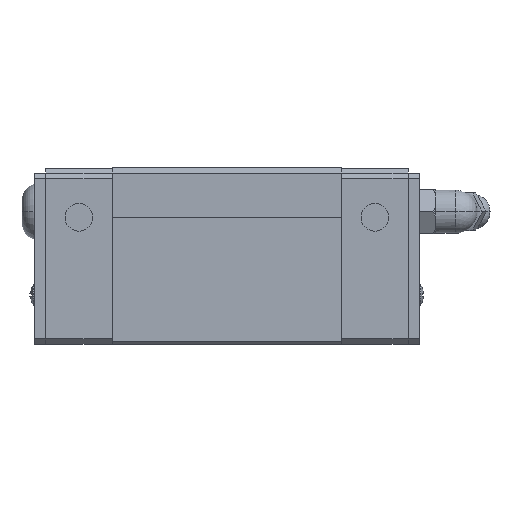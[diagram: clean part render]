
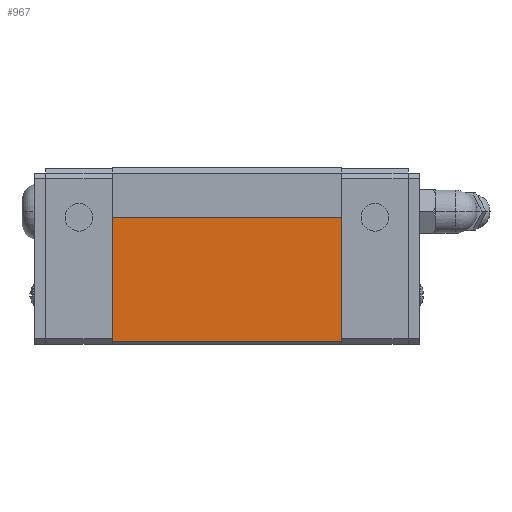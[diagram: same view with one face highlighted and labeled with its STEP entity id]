
A CAD part, left-side view. The second image highlights one B-rep face of the part: STEP entity #967.
In plain terms, the highlighted planar face has unit normal (-1, 0, 0).
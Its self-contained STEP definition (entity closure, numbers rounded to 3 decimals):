
#967=ADVANCED_FACE('',(#1977),#1978,.T.);
#1977=FACE_OUTER_BOUND('',#3015,.T.);
#1978=PLANE('',#3016);
#3015=EDGE_LOOP('',(#5943,#5944,#5945,#5946,#5947,#5948));
#3016=AXIS2_PLACEMENT_3D('',#5949,#5950,#5951);
#5943=ORIENTED_EDGE('',*,*,#7277,.F.);
#5944=ORIENTED_EDGE('',*,*,#7305,.F.);
#5945=ORIENTED_EDGE('',*,*,#7206,.F.);
#5946=ORIENTED_EDGE('',*,*,#7117,.F.);
#5947=ORIENTED_EDGE('',*,*,#7303,.T.);
#5948=ORIENTED_EDGE('',*,*,#6640,.F.);
#5949=CARTESIAN_POINT('',(-29.55,34.751,12.0));
#5950=DIRECTION('',(-1.0,0.0,0.0));
#5951=DIRECTION('',(0.0,0.0,1.0));
#6640=EDGE_CURVE('',#8116,#8117,#8118,.T.);
#7117=EDGE_CURVE('',#8806,#8807,#8808,.T.);
#7206=EDGE_CURVE('',#8807,#8933,#8934,.T.);
#7277=EDGE_CURVE('',#9008,#8116,#9010,.T.);
#7303=EDGE_CURVE('',#8806,#8117,#9036,.T.);
#7305=EDGE_CURVE('',#8933,#9008,#9038,.T.);
#8116=VERTEX_POINT('',#10688);
#8117=VERTEX_POINT('',#10689);
#8118=LINE('',#10690,#10691);
#8806=VERTEX_POINT('',#12068);
#8807=VERTEX_POINT('',#12069);
#8808=LINE('',#12070,#12071);
#8933=VERTEX_POINT('',#12252);
#8934=LINE('',#12253,#12254);
#9008=VERTEX_POINT('',#12365);
#9010=LINE('',#12368,#12369);
#9036=LINE('',#12407,#12408);
#9038=LINE('',#12410,#12411);
#10688=CARTESIAN_POINT('',(-29.55,55.501,10.86));
#10689=CARTESIAN_POINT('',(-29.55,55.501,33.0));
#10690=CARTESIAN_POINT('',(-29.55,55.501,19.0));
#10691=VECTOR('',#13027,1.0);
#12068=CARTESIAN_POINT('',(-29.55,14.001,33.0));
#12069=CARTESIAN_POINT('',(-29.55,14.001,10.86));
#12070=CARTESIAN_POINT('',(-29.55,14.001,19.0));
#12071=VECTOR('',#13464,1.0);
#12252=CARTESIAN_POINT('',(-29.55,14.001,10.55));
#12253=CARTESIAN_POINT('',(-29.55,14.001,19.0));
#12254=VECTOR('',#13542,1.0);
#12365=CARTESIAN_POINT('',(-29.55,55.501,10.55));
#12368=CARTESIAN_POINT('',(-29.55,55.501,19.0));
#12369=VECTOR('',#13581,1.0);
#12407=CARTESIAN_POINT('',(-29.55,34.751,33.0));
#12408=VECTOR('',#13600,1.0);
#12410=CARTESIAN_POINT('',(-29.55,45.126,10.55));
#12411=VECTOR('',#13601,1.0);
#13027=DIRECTION('',(0.0,0.0,1.0));
#13464=DIRECTION('',(-0.0,-0.0,-1.0));
#13542=DIRECTION('',(-0.0,-0.0,-1.0));
#13581=DIRECTION('',(0.0,0.0,1.0));
#13600=DIRECTION('',(0.0,1.0,0.0));
#13601=DIRECTION('',(0.0,1.0,-0.0));
